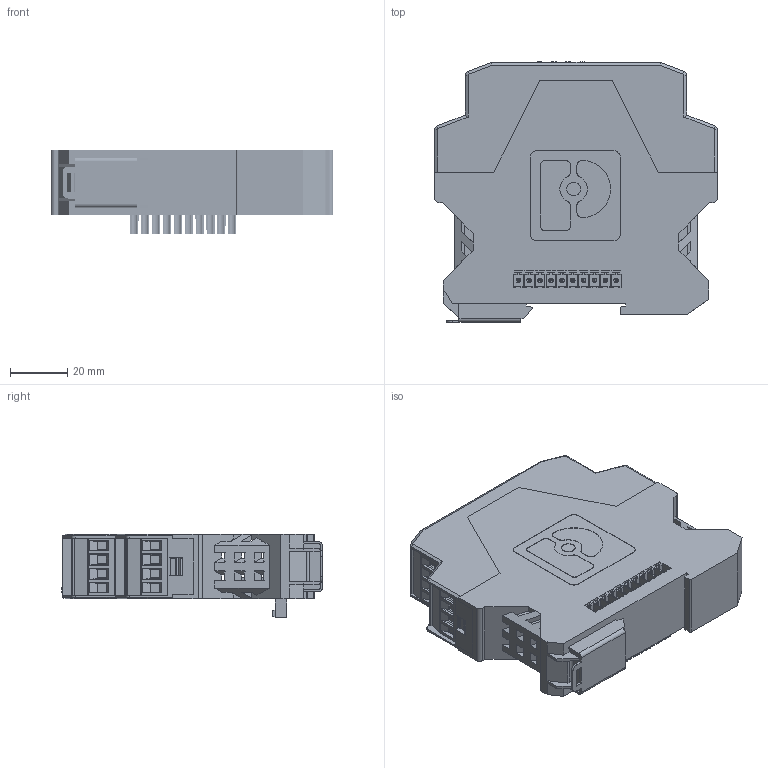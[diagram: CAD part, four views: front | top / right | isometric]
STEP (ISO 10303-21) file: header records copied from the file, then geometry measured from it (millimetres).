
FILE_DESCRIPTION(/* description */ ('Lucon Master'),/* implementation_level */ '2;1');
FILE_NAME(/* name */ 'Lucon_Master',/* time_stamp */ '2022-08-26T10:29:39+02:00',/* author */ (''),/* organization */ ('GEFASOFT Automatisierung und Software GmbH'),/* preprocessor_version */ 'ST-DEVELOPER v16.7',/* originating_system */ 'Solid Edge',/* authorisation */ 'Unknown');
FILE_SCHEMA (('AUTOMOTIVE_DESIGN {1 0 10303 214 3 1 1}'));
Products named in the file (9): Lucon_Master; pxc_2735991_12_ME-22-5-F-UT-BUS-10-GN_3D; Platine; pxc_1861060_10_MSTBO-2-5-4-G1L_3D; pxc_1861073_09_MSTBO-2-5-4-G1R_3D; DRR 3016; Deckel_Master; pxc_1779851_07_MSTBT-2-5-4-ST_3D; BIVAR__INC_PLP2-125
Assembly tree (16 placements, depth 2):
  Lucon_Master
    pxc_2735991_12_ME-22-5-F-UT-BUS-10-GN_3D
    Platine
    pxc_1861060_10_MSTBO-2-5-4-G1L_3D  x2
    pxc_1861073_09_MSTBO-2-5-4-G1R_3D  x2
    DRR 3016
    Deckel_Master
    pxc_1779851_07_MSTBT-2-5-4-ST_3D  x4
    BIVAR__INC_PLP2-125  x4
Bounding box: 99 x 91.36 x 29.2 mm (x, y, z)
Volume: 80858.5 mm3; surface area: 80166 mm2
Topology: 17 solids, 21 shells, 6835 faces, 18850 edges, 12419 vertices
Faces by surface type: plane 4995, cylinder 1390, bspline 388, cone 40, torus 18, sphere 4
Full cylindrical faces by diameter (mm): 0.3 x134, 0.56 x2, 0.6 x84, 0.7 x5, 0.9 x15, 1 x10, 1.4 x47, 1.6 x18, 2.8 x36, 2.845 x4, 3.302 x4, 3.783 x16, 3.9 x1, 4 x16, 4.05 x1, 4.7 x1, 4.796 x1, 4.8 x1, 5 x1, 5.8 x1, 5.9 x1, 7.15 x1
Entity records: 154228 total; most frequent: CARTESIAN_POINT 38237, ORIENTED_EDGE 22418, DIRECTION 19727, EDGE_CURVE 11209, LINE 8281, VECTOR 8281, VERTEX_POINT 7600, AXIS2_PLACEMENT_3D 5723
